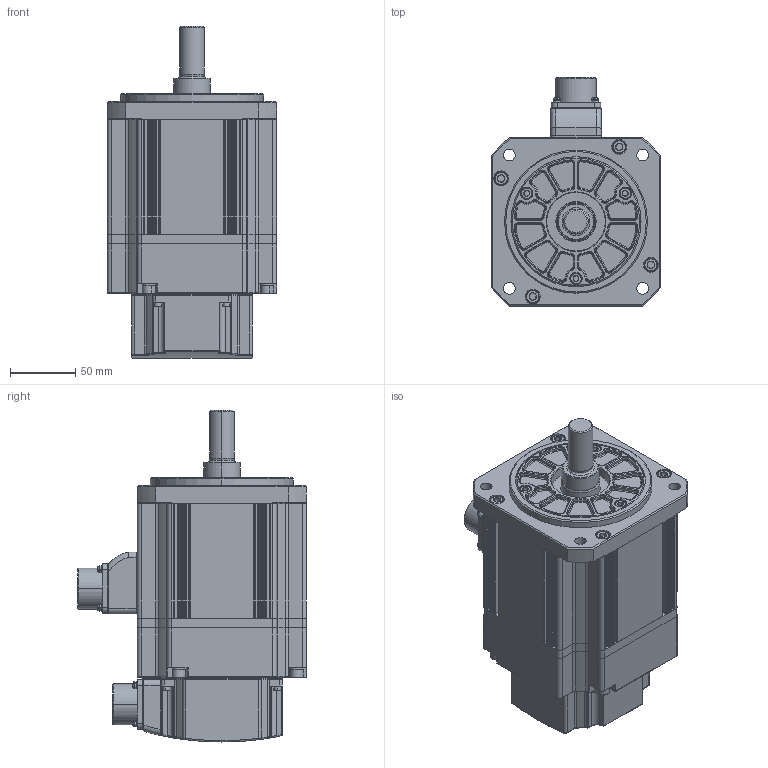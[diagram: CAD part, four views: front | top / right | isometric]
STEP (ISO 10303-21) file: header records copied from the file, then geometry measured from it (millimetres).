
FILE_DESCRIPTION (( 'STEP AP214' ), '1' );
FILE_NAME ('FM13GA004G02_Out Line(APM-FE15A_N2,FE11D_N2,FE09G_N2,FE06M_N2).STEP', '2018-07-10T01:28:20', ( '' ), ( '' ), 'SwSTEP 2.0', 'SolidWorks 2011', '' );
FILE_SCHEMA (( 'AUTOMOTIVE_DESIGN' ));
Length unit declared in the file: millimetre
Products named in the file (1): FM13GA004G02_Out Line(APM-FE15A_N2,FE11D_N2,FE09G_N2,FE06M_N2)
Bounding box: 130 x 176.05 x 255.3 mm (x, y, z)
Volume: 2692061 mm3; surface area: 341878.8 mm2
Topology: 56 solids, 56 shells, 2200 faces, 5474 edges, 3443 vertices
Faces by surface type: cylinder 841, plane 721, torus 245, cone 227, bspline 166
Entity records: 99508 total; most frequent: CARTESIAN_POINT 21935, DIRECTION 11412, ORIENTED_EDGE 10832, EDGE_CURVE 5416, AXIS2_PLACEMENT_3D 4442, VERTEX_POINT 3443, LINE 2528, VECTOR 2528
